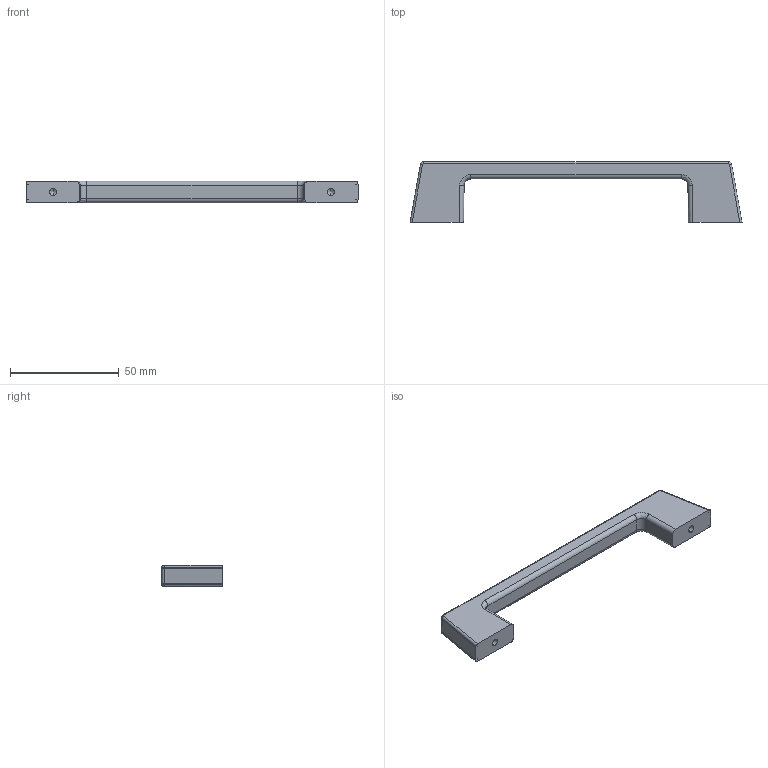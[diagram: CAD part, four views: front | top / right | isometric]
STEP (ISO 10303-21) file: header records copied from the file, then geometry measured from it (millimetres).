
FILE_DESCRIPTION (( 'STEP AP214' ), '1' );
FILE_NAME ('F001709,F001714_3D.step', '2022-07-07T08:12:53', ( '' ), ( '' ), 'SwSTEP 2.0', 'SolidWorks 2020', '' );
FILE_SCHEMA (( 'AUTOMOTIVE_DESIGN' ));
Length unit declared in the file: millimetre
Products named in the file (1): F001709,F001714_3D
Bounding box: 153 x 28 x 10 mm (x, y, z)
Volume: 20256.6 mm3; surface area: 8620.6 mm2
Topology: 1 solids, 1 shells, 84 faces, 194 edges, 110 vertices
Faces by surface type: plane 42, cylinder 28, bspline 6, cone 4, torus 4
Entity records: 2772 total; most frequent: CARTESIAN_POINT 855, DIRECTION 384, ORIENTED_EDGE 380, EDGE_CURVE 190, AXIS2_PLACEMENT_3D 131, VECTOR 122, LINE 122, VERTEX_POINT 110
